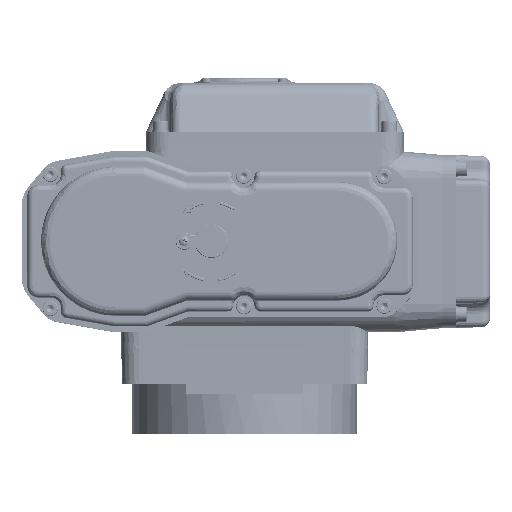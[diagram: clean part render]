
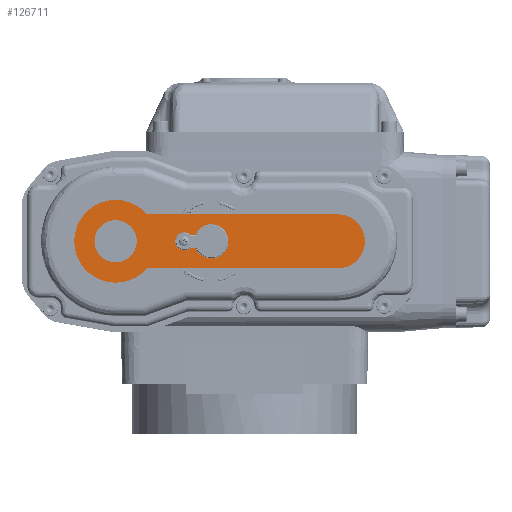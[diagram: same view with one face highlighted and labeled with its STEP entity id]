
A CAD part, top view. The second image highlights one B-rep face of the part: STEP entity #126711.
In plain terms, the highlighted face is planar.
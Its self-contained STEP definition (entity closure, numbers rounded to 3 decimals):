
#910 = CARTESIAN_POINT ( 'NONE',  ( -57.75, -151.5, 3.5 ) ) ;
#1318 = ORIENTED_EDGE ( 'NONE', *, *, #96012, .F. ) ;
#1925 = CARTESIAN_POINT ( 'NONE',  ( -38.17, -151.5, 0. ) ) ;
#1936 = VERTEX_POINT ( 'NONE', #42024 ) ;
#2757 = EDGE_CURVE ( 'NONE', #101971, #51864, #37755, .T. ) ;
#3262 = DIRECTION ( 'NONE',  ( -1., 0., 0. ) ) ;
#3687 = DIRECTION ( 'NONE',  ( 0., 1., 0. ) ) ;
#3812 = VERTEX_POINT ( 'NONE', #127735 ) ;
#5476 = CARTESIAN_POINT ( 'NONE',  ( 0., -151.5, 0. ) ) ;
#6051 = EDGE_CURVE ( 'NONE', #149309, #18385, #62099, .T. ) ;
#6856 = DIRECTION ( 'NONE',  ( 0., 0., -1. ) ) ;
#8102 = EDGE_CURVE ( 'NONE', #169588, #25056, #99277, .T. ) ;
#8715 = CARTESIAN_POINT ( 'NONE',  ( -70.468, -151.5, 15. ) ) ;
#14129 = AXIS2_PLACEMENT_3D ( 'NONE', #83695, #3687, #97045 ) ;
#14508 = ORIENTED_EDGE ( 'NONE', *, *, #44281, .T. ) ;
#15350 = DIRECTION ( 'NONE',  ( 0., 0., -1. ) ) ;
#16576 = EDGE_CURVE ( 'NONE', #65530, #111890, #67057, .T. ) ;
#18385 = VERTEX_POINT ( 'NONE', #97678 ) ;
#18903 = DIRECTION ( 'NONE',  ( 0., 0., -1. ) ) ;
#21824 = AXIS2_PLACEMENT_3D ( 'NONE', #63180, #156421, #76608 ) ;
#25056 = VERTEX_POINT ( 'NONE', #138337 ) ;
#26326 = AXIS2_PLACEMENT_3D ( 'NONE', #166574, #86849, #6856 ) ;
#27555 = CIRCLE ( 'NONE', #14129, 5. ) ;
#28167 = AXIS2_PLACEMENT_3D ( 'NONE', #1925, #95300, #15350 ) ;
#28602 = VERTEX_POINT ( 'NONE', #171318 ) ;
#29487 = CIRCLE ( 'NONE', #112966, 23. ) ;
#29753 = CARTESIAN_POINT ( 'NONE',  ( -57.75, -151.5, -3.5 ) ) ;
#31421 = VECTOR ( 'NONE', #62418, 1000. ) ;
#31480 = CARTESIAN_POINT ( 'NONE',  ( -123.5, -151.5, -15. ) ) ;
#32706 = AXIS2_PLACEMENT_3D ( 'NONE', #38675, #132010, #52158 ) ;
#33262 = CARTESIAN_POINT ( 'NONE',  ( -44.338, -151.5, 3.5 ) ) ;
#33543 = ORIENTED_EDGE ( 'NONE', *, *, #6051, .T. ) ;
#33713 = CIRCLE ( 'NONE', #32706, 9.5 ) ;
#34822 = CARTESIAN_POINT ( 'NONE',  ( -53.17, -151.5, -9.5 ) ) ;
#37755 = CIRCLE ( 'NONE', #28167, 5. ) ;
#38675 = CARTESIAN_POINT ( 'NONE',  ( -53.17, -151.5, 0. ) ) ;
#40653 = ORIENTED_EDGE ( 'NONE', *, *, #142007, .T. ) ;
#42024 = CARTESIAN_POINT ( 'NONE',  ( -38.17, -151.5, 5. ) ) ;
#43606 = DIRECTION ( 'NONE',  ( 0., -1., 0. ) ) ;
#44281 = EDGE_CURVE ( 'NONE', #1936, #101971, #27555, .T. ) ;
#44821 = CARTESIAN_POINT ( 'NONE',  ( -123.5, -151.5, 15. ) ) ;
#45831 = AXIS2_PLACEMENT_3D ( 'NONE', #155451, #75669, #168826 ) ;
#50354 = DIRECTION ( 'NONE',  ( 0., -1., 0. ) ) ;
#51864 = VERTEX_POINT ( 'NONE', #153627 ) ;
#52158 = DIRECTION ( 'NONE',  ( 0., 0., -1. ) ) ;
#56398 = CARTESIAN_POINT ( 'NONE',  ( -17.436, -151.5, 15. ) ) ;
#56787 = DIRECTION ( 'NONE',  ( 0., 1., 0. ) ) ;
#60569 = EDGE_CURVE ( 'NONE', #28602, #111890, #115196, .T. ) ;
#61748 = VERTEX_POINT ( 'NONE', #171746 ) ;
#61951 = ORIENTED_EDGE ( 'NONE', *, *, #160089, .T. ) ;
#62099 = LINE ( 'NONE', #910, #133020 ) ;
#62418 = DIRECTION ( 'NONE',  ( 1., 0., 0. ) ) ;
#62550 = ORIENTED_EDGE ( 'NONE', *, *, #60569, .T. ) ;
#63180 = CARTESIAN_POINT ( 'NONE',  ( -123.5, -151.5, 0. ) ) ;
#65530 = VERTEX_POINT ( 'NONE', #44821 ) ;
#67057 = LINE ( 'NONE', #8715, #31421 ) ;
#69866 = CARTESIAN_POINT ( 'NONE',  ( 23.969, -151.5, 23.276 ) ) ;
#72208 = LINE ( 'NONE', #29753, #143043 ) ;
#74585 = ORIENTED_EDGE ( 'NONE', *, *, #2757, .T. ) ;
#75669 = DIRECTION ( 'NONE',  ( 0., 1., 0. ) ) ;
#76608 = DIRECTION ( 'NONE',  ( 0., 0., -1. ) ) ;
#77614 = LINE ( 'NONE', #122155, #113002 ) ;
#78816 = CIRCLE ( 'NONE', #21824, 15. ) ;
#79918 = FACE_BOUND ( 'NONE', #90283, .T. ) ;
#81822 = DIRECTION ( 'NONE',  ( -1., 0., 0. ) ) ;
#83266 = DIRECTION ( 'NONE',  ( 0., -1., 0. ) ) ;
#83330 = AXIS2_PLACEMENT_3D ( 'NONE', #69866, #83266, #3262 ) ;
#83695 = CARTESIAN_POINT ( 'NONE',  ( -38.17, -151.5, 0. ) ) ;
#86849 = DIRECTION ( 'NONE',  ( 0., 1., 0. ) ) ;
#88045 = CARTESIAN_POINT ( 'NONE',  ( -17.436, -151.5, -15. ) ) ;
#90283 = EDGE_LOOP ( 'NONE', ( #33543, #120559, #14508, #74585, #134044, #170488, #93832, #40653 ) ) ;
#93729 = DIRECTION ( 'NONE',  ( 1., 0., 0. ) ) ;
#93754 = AXIS2_PLACEMENT_3D ( 'NONE', #136625, #56787, #150042 ) ;
#93832 = ORIENTED_EDGE ( 'NONE', *, *, #8102, .T. ) ;
#93960 = EDGE_CURVE ( 'NONE', #18385, #1936, #142312, .T. ) ;
#95300 = DIRECTION ( 'NONE',  ( 0., 1., 0. ) ) ;
#95415 = DIRECTION ( 'NONE',  ( -1., 0., 0. ) ) ;
#96012 = EDGE_CURVE ( 'NONE', #124593, #132165, #77614, .T. ) ;
#97045 = DIRECTION ( 'NONE',  ( 0., 0., -1. ) ) ;
#97678 = CARTESIAN_POINT ( 'NONE',  ( -41.741, -151.5, 3.5 ) ) ;
#98086 = ORIENTED_EDGE ( 'NONE', *, *, #16576, .F. ) ;
#98843 = DIRECTION ( 'NONE',  ( 0., -1., 0. ) ) ;
#99277 = CIRCLE ( 'NONE', #93754, 9.5 ) ;
#101971 = VERTEX_POINT ( 'NONE', #152823 ) ;
#104062 = EDGE_CURVE ( 'NONE', #61748, #28602, #121570, .T. ) ;
#107827 = EDGE_LOOP ( 'NONE', ( #157844, #1318, #61951, #161262, #62550, #98086 ) ) ;
#111036 = AXIS2_PLACEMENT_3D ( 'NONE', #5476, #98843, #18903 ) ;
#111890 = VERTEX_POINT ( 'NONE', #56398 ) ;
#112966 = AXIS2_PLACEMENT_3D ( 'NONE', #130204, #50354, #143635 ) ;
#113002 = VECTOR ( 'NONE', #95415, 1000. ) ;
#115196 = CIRCLE ( 'NONE', #111036, 23. ) ;
#120559 = ORIENTED_EDGE ( 'NONE', *, *, #93960, .T. ) ;
#121570 = CIRCLE ( 'NONE', #132531, 23. ) ;
#122155 = CARTESIAN_POINT ( 'NONE',  ( -70.468, -151.5, -15. ) ) ;
#123494 = CARTESIAN_POINT ( 'NONE',  ( 0., -151.5, 0. ) ) ;
#124593 = VERTEX_POINT ( 'NONE', #88045 ) ;
#126711 = ADVANCED_FACE ( 'NONE', ( #79918, #133932 ), #163022, .T. ) ;
#127735 = CARTESIAN_POINT ( 'NONE',  ( -44.338, -151.5, -3.5 ) ) ;
#130204 = CARTESIAN_POINT ( 'NONE',  ( 0., -151.5, 0. ) ) ;
#132010 = DIRECTION ( 'NONE',  ( 0., 1., 0. ) ) ;
#132112 = EDGE_CURVE ( 'NONE', #51864, #3812, #72208, .T. ) ;
#132165 = VERTEX_POINT ( 'NONE', #31480 ) ;
#132531 = AXIS2_PLACEMENT_3D ( 'NONE', #123494, #43606, #136889 ) ;
#133020 = VECTOR ( 'NONE', #93729, 1000. ) ;
#133932 = FACE_OUTER_BOUND ( 'NONE', #107827, .T. ) ;
#134044 = ORIENTED_EDGE ( 'NONE', *, *, #132112, .T. ) ;
#136625 = CARTESIAN_POINT ( 'NONE',  ( -53.17, -151.5, 0. ) ) ;
#136889 = DIRECTION ( 'NONE',  ( 0., 0., -1. ) ) ;
#138184 = EDGE_CURVE ( 'NONE', #3812, #169588, #33713, .T. ) ;
#138337 = CARTESIAN_POINT ( 'NONE',  ( -53.17, -151.5, 9.5 ) ) ;
#142007 = EDGE_CURVE ( 'NONE', #25056, #149309, #164435, .T. ) ;
#142312 = CIRCLE ( 'NONE', #45831, 5. ) ;
#143043 = VECTOR ( 'NONE', #81822, 1000. ) ;
#143635 = DIRECTION ( 'NONE',  ( 0., 0., -1. ) ) ;
#149309 = VERTEX_POINT ( 'NONE', #33262 ) ;
#150042 = DIRECTION ( 'NONE',  ( 0., 0., -1. ) ) ;
#152823 = CARTESIAN_POINT ( 'NONE',  ( -38.17, -151.5, -5. ) ) ;
#153627 = CARTESIAN_POINT ( 'NONE',  ( -41.741, -151.5, -3.5 ) ) ;
#155451 = CARTESIAN_POINT ( 'NONE',  ( -38.17, -151.5, 0. ) ) ;
#156421 = DIRECTION ( 'NONE',  ( 0., -1., 0. ) ) ;
#157844 = ORIENTED_EDGE ( 'NONE', *, *, #164313, .T. ) ;
#160089 = EDGE_CURVE ( 'NONE', #124593, #61748, #29487, .T. ) ;
#161262 = ORIENTED_EDGE ( 'NONE', *, *, #104062, .T. ) ;
#163022 = PLANE ( 'NONE',  #83330 ) ;
#164313 = EDGE_CURVE ( 'NONE', #65530, #132165, #78816, .T. ) ;
#164435 = CIRCLE ( 'NONE', #26326, 9.5 ) ;
#166574 = CARTESIAN_POINT ( 'NONE',  ( -53.17, -151.5, 0. ) ) ;
#168826 = DIRECTION ( 'NONE',  ( 0., 0., -1. ) ) ;
#169588 = VERTEX_POINT ( 'NONE', #34822 ) ;
#170488 = ORIENTED_EDGE ( 'NONE', *, *, #138184, .T. ) ;
#171318 = CARTESIAN_POINT ( 'NONE',  ( 0., -151.5, 23. ) ) ;
#171746 = CARTESIAN_POINT ( 'NONE',  ( 0., -151.5, -23. ) ) ;
